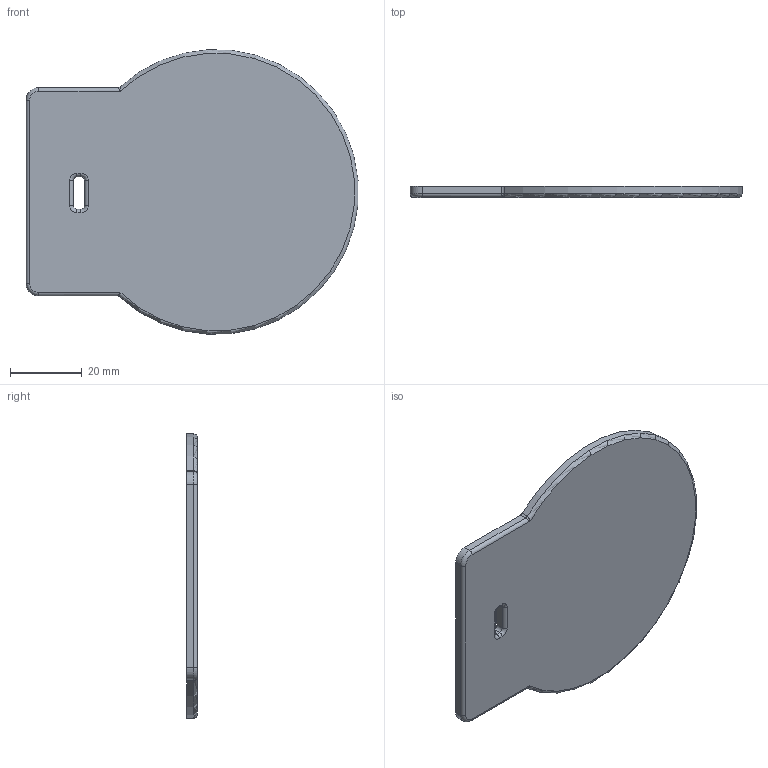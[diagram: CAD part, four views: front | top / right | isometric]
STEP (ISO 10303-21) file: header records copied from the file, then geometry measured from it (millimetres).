
FILE_DESCRIPTION(/* description */ (''),/* implementation_level */ '2;1');
FILE_NAME(/* name */ 'tongyu_bottom.step',/* time_stamp */ '2025-07-13T05:19:43-07:00',/* author */ (''),/* organization */ (''),/* preprocessor_version */ 'ST-DEVELOPER v20.1',/* originating_system */ 'Autodesk Translation Framework v14.10.0.0',/* authorisation */ '');
FILE_SCHEMA (('AUTOMOTIVE_DESIGN { 1 0 10303 214 3 1 1 }'));
Length unit declared in the file: millimetre
Products named in the file (1): minimaimai
Bounding box: 92.48 x 3 x 79.24 mm (x, y, z)
Volume: 17659.8 mm3; surface area: 12624.2 mm2
Topology: 1 solids, 1 shells, 34 faces, 80 edges, 46 vertices
Faces by surface type: cylinder 16, plane 9, torus 7, bspline 2
Entity records: 1057 total; most frequent: CARTESIAN_POINT 249, DIRECTION 177, ORIENTED_EDGE 156, EDGE_CURVE 78, AXIS2_PLACEMENT_3D 70, VERTEX_POINT 46, LINE 37, VECTOR 37
